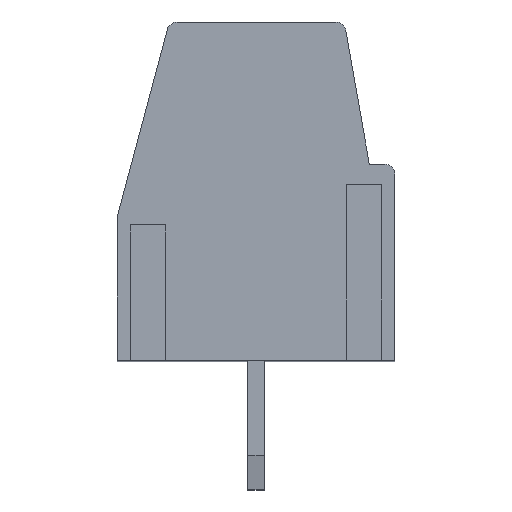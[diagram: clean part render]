
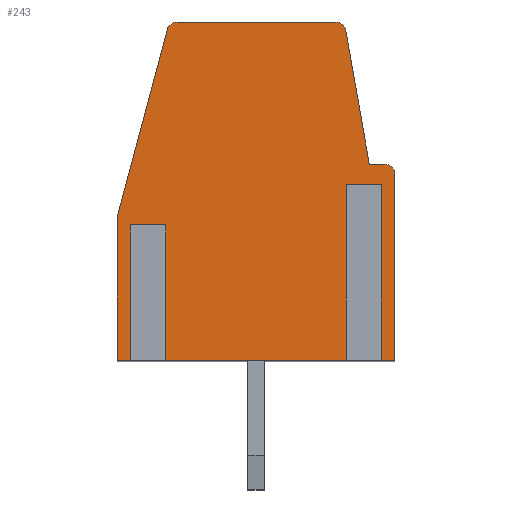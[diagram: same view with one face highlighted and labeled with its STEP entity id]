
A CAD part, top view. The second image highlights one B-rep face of the part: STEP entity #243.
In plain terms, the highlighted planar face has unit normal (0, 0, 1).
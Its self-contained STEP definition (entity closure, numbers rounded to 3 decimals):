
#19 = CARTESIAN_POINT ( 'NONE',  ( 0., 0., 12.7 ) ) ;
#35 = EDGE_CURVE ( 'NONE', #624, #1948, #881, .T. ) ;
#74 = ORIENTED_EDGE ( 'NONE', *, *, #4102, .F. ) ;
#105 = VERTEX_POINT ( 'NONE', #630 ) ;
#115 = LINE ( 'NONE', #1998, #1423 ) ;
#149 = DIRECTION ( 'NONE',  ( 0., -1., 0. ) ) ;
#192 = DIRECTION ( 'NONE',  ( 0., 1., 0. ) ) ;
#212 = CARTESIAN_POINT ( 'NONE',  ( 1.213, 5.8, 12.7 ) ) ;
#218 = CARTESIAN_POINT ( 'NONE',  ( 6.988, 5.2, 12.7 ) ) ;
#243 = ADVANCED_FACE ( 'NONE', ( #1678 ), #2045, .F. ) ;
#276 = EDGE_CURVE ( 'NONE', #2549, #2810, #2937, .T. ) ;
#286 = DIRECTION ( 'NONE',  ( -1., 0., 0. ) ) ;
#295 = ORIENTED_EDGE ( 'NONE', *, *, #1871, .F. ) ;
#305 = CARTESIAN_POINT ( 'NONE',  ( 6.458, 10., 12.7 ) ) ;
#326 = DIRECTION ( 'NONE',  ( 0., -1., 0. ) ) ;
#485 = CARTESIAN_POINT ( 'NONE',  ( 6.988, 0., 12.7 ) ) ;
#500 = CARTESIAN_POINT ( 'NONE',  ( 7.588, 5.8, 12.7 ) ) ;
#555 = EDGE_CURVE ( 'NONE', #2927, #3079, #2245, .T. ) ;
#624 = VERTEX_POINT ( 'NONE', #1245 ) ;
#630 = CARTESIAN_POINT ( 'NONE',  ( 1.213, 4., 12.7 ) ) ;
#636 = LINE ( 'NONE', #2597, #1371 ) ;
#665 = VECTOR ( 'NONE', #4634, 1000. ) ;
#727 = CARTESIAN_POINT ( 'NONE',  ( 6.753, 9.752, 12.7 ) ) ;
#750 = VECTOR ( 'NONE', #4687, 1000. ) ;
#777 = ORIENTED_EDGE ( 'NONE', *, *, #4318, .F. ) ;
#881 = LINE ( 'NONE', #500, #2200 ) ;
#884 = VERTEX_POINT ( 'NONE', #1257 ) ;
#894 = CARTESIAN_POINT ( 'NONE',  ( 1.771, 10., 12.7 ) ) ;
#899 = DIRECTION ( 'NONE',  ( -1., 0., 0. ) ) ;
#909 = ORIENTED_EDGE ( 'NONE', *, *, #2305, .F. ) ;
#939 = DIRECTION ( 'NONE',  ( -1., 0., 0. ) ) ;
#1022 = EDGE_CURVE ( 'NONE', #1635, #4515, #2563, .T. ) ;
#1045 = EDGE_CURVE ( 'NONE', #1149, #2793, #2959, .T. ) ;
#1073 = CARTESIAN_POINT ( 'NONE',  ( 0., 4.25, 12.7 ) ) ;
#1149 = VERTEX_POINT ( 'NONE', #218 ) ;
#1153 = VECTOR ( 'NONE', #149, 1000. ) ;
#1161 = CARTESIAN_POINT ( 'NONE',  ( 1.213, 0., 12.7 ) ) ;
#1172 = AXIS2_PLACEMENT_3D ( 'NONE', #1388, #4019, #939 ) ;
#1215 = CARTESIAN_POINT ( 'NONE',  ( 1.481, 9.778, 12.7 ) ) ;
#1245 = CARTESIAN_POINT ( 'NONE',  ( 7.588, 0., 12.7 ) ) ;
#1247 = LINE ( 'NONE', #3147, #4331 ) ;
#1257 = CARTESIAN_POINT ( 'NONE',  ( 8.2, 5.5, 12.7 ) ) ;
#1266 = CARTESIAN_POINT ( 'NONE',  ( 7.9, 5.8, 12.7 ) ) ;
#1294 = LINE ( 'NONE', #3105, #4670 ) ;
#1371 = VECTOR ( 'NONE', #3705, 1000. ) ;
#1384 = DIRECTION ( 'NONE',  ( 0., 0., -1. ) ) ;
#1388 = CARTESIAN_POINT ( 'NONE',  ( 7.9, 5.5, 12.7 ) ) ;
#1414 = DIRECTION ( 'NONE',  ( 0.259, 0.966, 0. ) ) ;
#1423 = VECTOR ( 'NONE', #2725, 1000. ) ;
#1433 = CARTESIAN_POINT ( 'NONE',  ( 0.613, 5.8, 12.7 ) ) ;
#1468 = AXIS2_PLACEMENT_3D ( 'NONE', #4947, #4152, #2193 ) ;
#1474 = AXIS2_PLACEMENT_3D ( 'NONE', #3694, #1384, #1830 ) ;
#1502 = ORIENTED_EDGE ( 'NONE', *, *, #555, .F. ) ;
#1504 = EDGE_CURVE ( 'NONE', #1948, #1149, #1247, .T. ) ;
#1508 = DIRECTION ( 'NONE',  ( 1., 0., 0. ) ) ;
#1587 = CIRCLE ( 'NONE', #4169, 0.3 ) ;
#1626 = CARTESIAN_POINT ( 'NONE',  ( 7.45, 5.8, 12.7 ) ) ;
#1635 = VERTEX_POINT ( 'NONE', #3740 ) ;
#1678 = FACE_OUTER_BOUND ( 'NONE', #3504, .T. ) ;
#1681 = ORIENTED_EDGE ( 'NONE', *, *, #2272, .F. ) ;
#1689 = LINE ( 'NONE', #212, #4472 ) ;
#1726 = CARTESIAN_POINT ( 'NONE',  ( 8.2, 5.8, 12.7 ) ) ;
#1795 = VECTOR ( 'NONE', #1881, 1000. ) ;
#1796 = CARTESIAN_POINT ( 'NONE',  ( 8.2, 0., 12.7 ) ) ;
#1819 = VERTEX_POINT ( 'NONE', #894 ) ;
#1830 = DIRECTION ( 'NONE',  ( -1., 0., 0. ) ) ;
#1871 = EDGE_CURVE ( 'NONE', #2793, #4551, #115, .T. ) ;
#1881 = DIRECTION ( 'NONE',  ( -1., 0., 0. ) ) ;
#1904 = LINE ( 'NONE', #3048, #1795 ) ;
#1923 = ORIENTED_EDGE ( 'NONE', *, *, #4192, .F. ) ;
#1934 = LINE ( 'NONE', #19, #665 ) ;
#1940 = EDGE_CURVE ( 'NONE', #4551, #105, #1689, .T. ) ;
#1948 = VERTEX_POINT ( 'NONE', #2155 ) ;
#1982 = DIRECTION ( 'NONE',  ( 0.174, -0.985, 0. ) ) ;
#1998 = CARTESIAN_POINT ( 'NONE',  ( 8.2, 0., 12.7 ) ) ;
#2040 = CARTESIAN_POINT ( 'NONE',  ( 0., 0., 12.7 ) ) ;
#2045 = PLANE ( 'NONE',  #1468 ) ;
#2054 = ORIENTED_EDGE ( 'NONE', *, *, #276, .F. ) ;
#2063 = ORIENTED_EDGE ( 'NONE', *, *, #1045, .F. ) ;
#2080 = EDGE_CURVE ( 'NONE', #3079, #884, #4476, .T. ) ;
#2095 = LINE ( 'NONE', #1726, #1153 ) ;
#2152 = VERTEX_POINT ( 'NONE', #2040 ) ;
#2155 = CARTESIAN_POINT ( 'NONE',  ( 7.588, 5.2, 12.7 ) ) ;
#2193 = DIRECTION ( 'NONE',  ( -1., 0., 0. ) ) ;
#2200 = VECTOR ( 'NONE', #4741, 1000. ) ;
#2245 = LINE ( 'NONE', #4943, #3320 ) ;
#2272 = EDGE_CURVE ( 'NONE', #4422, #624, #4150, .T. ) ;
#2283 = ORIENTED_EDGE ( 'NONE', *, *, #1504, .F. ) ;
#2305 = EDGE_CURVE ( 'NONE', #4515, #1819, #1587, .T. ) ;
#2425 = ORIENTED_EDGE ( 'NONE', *, *, #3539, .F. ) ;
#2431 = ORIENTED_EDGE ( 'NONE', *, *, #2080, .F. ) ;
#2549 = VERTEX_POINT ( 'NONE', #305 ) ;
#2563 = LINE ( 'NONE', #1073, #4045 ) ;
#2597 = CARTESIAN_POINT ( 'NONE',  ( 8.2, 0., 12.7 ) ) ;
#2701 = ORIENTED_EDGE ( 'NONE', *, *, #35, .F. ) ;
#2709 = CARTESIAN_POINT ( 'NONE',  ( 0.613, 4., 12.7 ) ) ;
#2725 = DIRECTION ( 'NONE',  ( -1., 0., 0. ) ) ;
#2732 = ORIENTED_EDGE ( 'NONE', *, *, #3455, .F. ) ;
#2740 = VERTEX_POINT ( 'NONE', #4359 ) ;
#2793 = VERTEX_POINT ( 'NONE', #485 ) ;
#2810 = VERTEX_POINT ( 'NONE', #727 ) ;
#2882 = ORIENTED_EDGE ( 'NONE', *, *, #1940, .F. ) ;
#2927 = VERTEX_POINT ( 'NONE', #1626 ) ;
#2937 = CIRCLE ( 'NONE', #1474, 0.3 ) ;
#2959 = LINE ( 'NONE', #3003, #3798 ) ;
#3003 = CARTESIAN_POINT ( 'NONE',  ( 6.988, 5.8, 12.7 ) ) ;
#3048 = CARTESIAN_POINT ( 'NONE',  ( 8.2, 4., 12.7 ) ) ;
#3079 = VERTEX_POINT ( 'NONE', #1266 ) ;
#3105 = CARTESIAN_POINT ( 'NONE',  ( 6.753, 9.752, 12.7 ) ) ;
#3125 = VECTOR ( 'NONE', #286, 1000. ) ;
#3147 = CARTESIAN_POINT ( 'NONE',  ( 8.2, 5.2, 12.7 ) ) ;
#3309 = CARTESIAN_POINT ( 'NONE',  ( 1.771, 9.7, 12.7 ) ) ;
#3320 = VECTOR ( 'NONE', #3772, 1000. ) ;
#3455 = EDGE_CURVE ( 'NONE', #2810, #2927, #1294, .T. ) ;
#3504 = EDGE_LOOP ( 'NONE', ( #2063, #2283, #2701, #1681, #4303, #2431, #1502, #2732, #2054, #74, #909, #3816, #777, #2425, #1923, #3641, #2882, #295 ) ) ;
#3539 = EDGE_CURVE ( 'NONE', #2740, #2152, #636, .T. ) ;
#3641 = ORIENTED_EDGE ( 'NONE', *, *, #4424, .F. ) ;
#3694 = CARTESIAN_POINT ( 'NONE',  ( 6.458, 9.7, 12.7 ) ) ;
#3705 = DIRECTION ( 'NONE',  ( -1., 0., 0. ) ) ;
#3740 = CARTESIAN_POINT ( 'NONE',  ( 0., 4.25, 12.7 ) ) ;
#3772 = DIRECTION ( 'NONE',  ( 1., 0., 0. ) ) ;
#3798 = VECTOR ( 'NONE', #326, 1000. ) ;
#3805 = CARTESIAN_POINT ( 'NONE',  ( 8.2, 10., 12.7 ) ) ;
#3816 = ORIENTED_EDGE ( 'NONE', *, *, #1022, .F. ) ;
#3853 = LINE ( 'NONE', #1433, #750 ) ;
#3898 = VECTOR ( 'NONE', #1508, 1000. ) ;
#4019 = DIRECTION ( 'NONE',  ( 0., 0., -1. ) ) ;
#4045 = VECTOR ( 'NONE', #1414, 1000. ) ;
#4102 = EDGE_CURVE ( 'NONE', #1819, #2549, #4611, .T. ) ;
#4150 = LINE ( 'NONE', #1796, #3125 ) ;
#4152 = DIRECTION ( 'NONE',  ( 0., 0., -1. ) ) ;
#4169 = AXIS2_PLACEMENT_3D ( 'NONE', #3309, #4467, #4911 ) ;
#4179 = VERTEX_POINT ( 'NONE', #2709 ) ;
#4192 = EDGE_CURVE ( 'NONE', #4179, #2740, #3853, .T. ) ;
#4198 = CARTESIAN_POINT ( 'NONE',  ( 8.2, 0., 12.7 ) ) ;
#4303 = ORIENTED_EDGE ( 'NONE', *, *, #4662, .F. ) ;
#4318 = EDGE_CURVE ( 'NONE', #2152, #1635, #1934, .T. ) ;
#4331 = VECTOR ( 'NONE', #899, 1000. ) ;
#4359 = CARTESIAN_POINT ( 'NONE',  ( 0.613, 0., 12.7 ) ) ;
#4422 = VERTEX_POINT ( 'NONE', #4198 ) ;
#4424 = EDGE_CURVE ( 'NONE', #105, #4179, #1904, .T. ) ;
#4467 = DIRECTION ( 'NONE',  ( 0., 0., -1. ) ) ;
#4472 = VECTOR ( 'NONE', #192, 1000. ) ;
#4476 = CIRCLE ( 'NONE', #1172, 0.3 ) ;
#4515 = VERTEX_POINT ( 'NONE', #1215 ) ;
#4551 = VERTEX_POINT ( 'NONE', #1161 ) ;
#4611 = LINE ( 'NONE', #3805, #3898 ) ;
#4634 = DIRECTION ( 'NONE',  ( 0., 1., 0. ) ) ;
#4662 = EDGE_CURVE ( 'NONE', #884, #4422, #2095, .T. ) ;
#4670 = VECTOR ( 'NONE', #1982, 1000. ) ;
#4687 = DIRECTION ( 'NONE',  ( 0., -1., 0. ) ) ;
#4741 = DIRECTION ( 'NONE',  ( 0., 1., 0. ) ) ;
#4911 = DIRECTION ( 'NONE',  ( -1., 0., 0. ) ) ;
#4943 = CARTESIAN_POINT ( 'NONE',  ( 7.45, 5.8, 12.7 ) ) ;
#4947 = CARTESIAN_POINT ( 'NONE',  ( 8.2, 5.8, 12.7 ) ) ;
